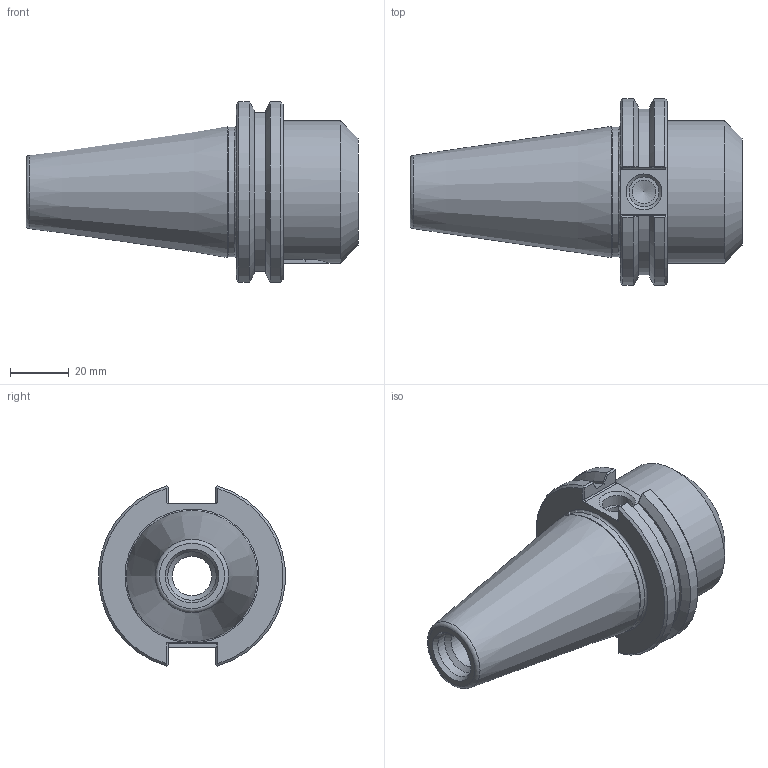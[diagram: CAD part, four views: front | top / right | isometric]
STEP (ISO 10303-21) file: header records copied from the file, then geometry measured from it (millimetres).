
FILE_DESCRIPTION((''),'2;1');
FILE_NAME('C40-87EM1.iam.stp','2014-07-08T13:59:17',(''),(''),'Autodesk Inventor 2012','Autodesk Inventor 2012','');
FILE_SCHEMA(('AUTOMOTIVE_DESIGN { 1 0 10303 214 1 1 1 1 }'));
Length unit declared in the file: inch
Products named in the file (3): C40-87EM1; C40-87EM1-1; 029-925
Assembly tree (2 placements, depth 2):
  C40-87EM1
    C40-87EM1-1
    029-925
Bounding box: 112.7 x 63.26 x 61.11 mm (x, y, z)
Volume: 125920.7 mm3; surface area: 28202.6 mm2
Topology: 2 solids, 2 shells, 110 faces, 293 edges, 188 vertices
Faces by surface type: plane 49, cylinder 30, cone 21, bspline 8, torus 2
Full cylindrical faces by diameter (mm): 8 x1, 10.135 x1, 13.386 x1, 14.351 x1, 15.875 x1, 16.459 x1, 22.225 x1, 23.114 x1, 43.942 x1, 48.26 x1
Entity records: 4389 total; most frequent: CARTESIAN_POINT 1697, ORIENTED_EDGE 522, DIRECTION 496, EDGE_CURVE 261, AXIS2_PLACEMENT_3D 187, VERTEX_POINT 181, EDGE_LOOP 142, VECTOR 122
